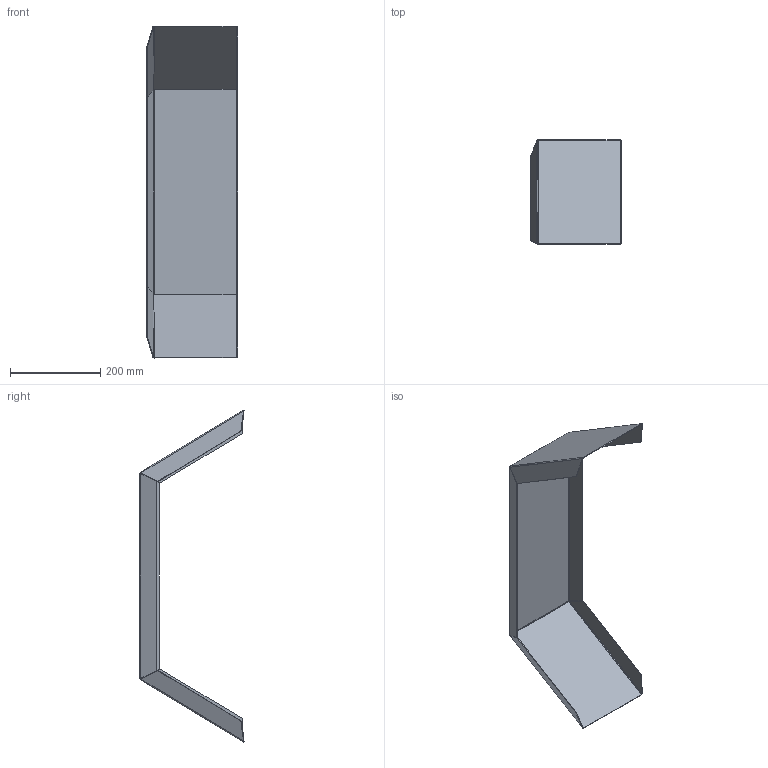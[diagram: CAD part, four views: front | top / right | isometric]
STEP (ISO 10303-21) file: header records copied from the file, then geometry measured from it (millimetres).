
FILE_DESCRIPTION (( 'STEP AP203' ), '1' );
FILE_NAME ('Mudguard_Défaut_sldprt.STEP', '2020-01-15T11:01:11', ( '' ), ( '' ), 'SwSTEP 2.0', 'SolidWorks 2017', '' );
FILE_SCHEMA (( 'CONFIG_CONTROL_DESIGN' ));
Length unit declared in the file: millimetre
Products named in the file (1): Mudguard_Défaut_sldprt
Bounding box: 202.07 x 231.09 x 736.88 mm (x, y, z)
Volume: 387627.7 mm3; surface area: 520819.8 mm2
Topology: 1 solids, 1 shells, 82 faces, 176 edges, 96 vertices
Faces by surface type: plane 54, cylinder 16, bspline 12
Entity records: 2605 total; most frequent: CARTESIAN_POINT 911, ORIENTED_EDGE 352, DIRECTION 286, EDGE_CURVE 176, VECTOR 112, LINE 112, VERTEX_POINT 96, AXIS2_PLACEMENT_3D 87
